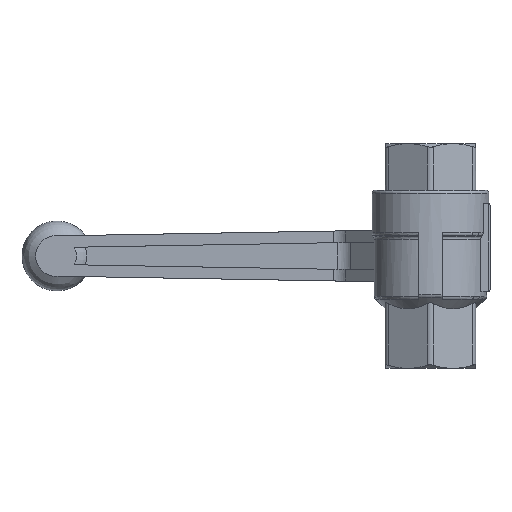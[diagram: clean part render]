
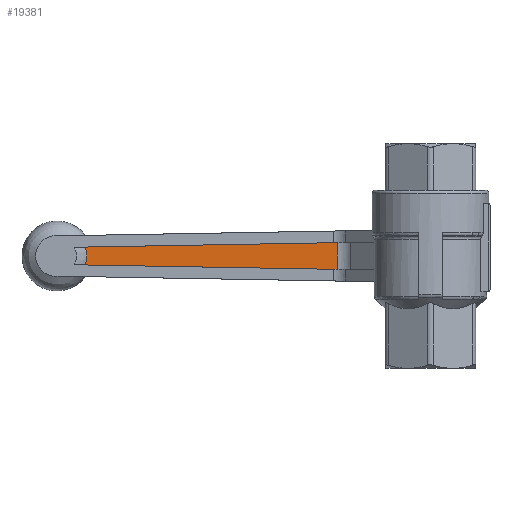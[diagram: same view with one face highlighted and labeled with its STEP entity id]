
A CAD part, front view. The second image highlights one B-rep face of the part: STEP entity #19381.
In plain terms, the highlighted planar face has unit normal (0, -1, 0).
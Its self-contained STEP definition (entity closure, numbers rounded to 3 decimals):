
#17794 = ( BOUNDED_SURFACE() B_SPLINE_SURFACE(3,3,(
    (#17795,#17796,#17797,#17798)
    ,(#17799,#17800,#17801,#17802)
    ,(#17803,#17804,#17805,#17806)
    ,(#17807,#17808,#17809,#17810
)),.UNSPECIFIED.,.F.,.F.,.F.) B_SPLINE_SURFACE_WITH_KNOTS((4,4),(4,4),(
    4.24,5.185),(0.694,1.262),
.PIECEWISE_BEZIER_KNOTS.) GEOMETRIC_REPRESENTATION_ITEM() 
RATIONAL_B_SPLINE_SURFACE((
    (1.,0.927,0.927,1.)
    ,(0.973,0.902,0.902,0.973)
    ,(0.973,0.902,0.902,0.973)
,(1.,0.927,0.927,1.
))) REPRESENTATION_ITEM('') SURFACE() );
#17795 = CARTESIAN_POINT('',(-122.119,55.471,
    35.492));
#17796 = CARTESIAN_POINT('',(-121.134,55.471,
    37.418));
#17797 = CARTESIAN_POINT('',(-121.134,55.471,
    39.582));
#17798 = CARTESIAN_POINT('',(-122.119,55.471,
    41.508));
#17799 = CARTESIAN_POINT('',(-120.856,55.924,
    34.847));
#17800 = CARTESIAN_POINT('',(-119.66,55.924,
    37.186));
#17801 = CARTESIAN_POINT('',(-119.66,55.924,
    39.814));
#17802 = CARTESIAN_POINT('',(-120.856,55.924,
    42.153));
#17803 = CARTESIAN_POINT('',(-119.757,56.756,
    34.285));
#17804 = CARTESIAN_POINT('',(-118.377,56.756,
    36.984));
#17805 = CARTESIAN_POINT('',(-118.377,56.756,
    40.016));
#17806 = CARTESIAN_POINT('',(-119.757,56.756,
    42.715));
#17807 = CARTESIAN_POINT('',(-118.91,57.9,33.851));
#17808 = CARTESIAN_POINT('',(-117.388,57.9,36.828));
#17809 = CARTESIAN_POINT('',(-117.388,57.9,40.172));
#17810 = CARTESIAN_POINT('',(-118.91,57.9,43.149));
#17878 = PLANE('',#17879);
#17879 = AXIS2_PLACEMENT_3D('',#17880,#17881,#17882);
#17880 = CARTESIAN_POINT('',(-1.,64.4,43.616));
#17881 = DIRECTION('',(-0.017,0.,
    1.));
#17882 = DIRECTION('',(1.,0.,
    0.017));
#18238 = PLANE('',#18239);
#18239 = AXIS2_PLACEMENT_3D('',#18240,#18241,#18242);
#18240 = CARTESIAN_POINT('',(-128.,64.4,35.601));
#18241 = DIRECTION('',(-0.017,0.,
    -1.));
#18242 = DIRECTION('',(-1.,0.,
    0.017));
#18431 = VERTEX_POINT('',#18432);
#18432 = CARTESIAN_POINT('',(-118.263,57.9,41.569));
#18485 = EDGE_CURVE('',#18486,#18431,#18488,.T.);
#18486 = VERTEX_POINT('',#18487);
#18487 = CARTESIAN_POINT('',(-31.678,57.9,43.081));
#18488 = SURFACE_CURVE('',#18489,(#18493,#18500),.PCURVE_S1.);
#18489 = LINE('',#18490,#18491);
#18490 = CARTESIAN_POINT('',(-1.,57.9,43.616));
#18491 = VECTOR('',#18492,1.);
#18492 = DIRECTION('',(-1.,0.,
    -0.017));
#18493 = PCURVE('',#17878,#18494);
#18494 = DEFINITIONAL_REPRESENTATION('',(#18495),#18499);
#18495 = LINE('',#18496,#18497);
#18496 = CARTESIAN_POINT('',(-0.,-6.5));
#18497 = VECTOR('',#18498,1.);
#18498 = DIRECTION('',(-1.,0.));
#18499 = ( GEOMETRIC_REPRESENTATION_CONTEXT(2) 
PARAMETRIC_REPRESENTATION_CONTEXT() REPRESENTATION_CONTEXT('2D SPACE',''
  ) );
#18500 = PCURVE('',#18501,#18506);
#18501 = PLANE('',#18502);
#18502 = AXIS2_PLACEMENT_3D('',#18503,#18504,#18505);
#18503 = CARTESIAN_POINT('',(-31.678,57.9,33.));
#18504 = DIRECTION('',(0.,1.,0.));
#18505 = DIRECTION('',(0.,0.,-1.));
#18506 = DEFINITIONAL_REPRESENTATION('',(#18507),#18511);
#18507 = LINE('',#18508,#18509);
#18508 = CARTESIAN_POINT('',(-10.616,-30.678));
#18509 = VECTOR('',#18510,1.);
#18510 = DIRECTION('',(0.017,1.));
#18511 = ( GEOMETRIC_REPRESENTATION_CONTEXT(2) 
PARAMETRIC_REPRESENTATION_CONTEXT() REPRESENTATION_CONTEXT('2D SPACE',''
  ) );
#18530 = CYLINDRICAL_SURFACE('',#18531,6.);
#18531 = AXIS2_PLACEMENT_3D('',#18532,#18533,#18534);
#18532 = CARTESIAN_POINT('',(-31.678,51.9,33.));
#18533 = DIRECTION('',(0.,0.,-1.));
#18534 = DIRECTION('',(1.,0.,0.));
#18642 = VERTEX_POINT('',#18643);
#18643 = CARTESIAN_POINT('',(-31.678,57.9,33.919));
#18687 = EDGE_CURVE('',#18688,#18642,#18690,.T.);
#18688 = VERTEX_POINT('',#18689);
#18689 = CARTESIAN_POINT('',(-118.263,57.9,35.431));
#18690 = SURFACE_CURVE('',#18691,(#18695,#18702),.PCURVE_S1.);
#18691 = LINE('',#18692,#18693);
#18692 = CARTESIAN_POINT('',(-128.,57.9,35.601));
#18693 = VECTOR('',#18694,1.);
#18694 = DIRECTION('',(1.,0.,
    -0.017));
#18695 = PCURVE('',#18238,#18696);
#18696 = DEFINITIONAL_REPRESENTATION('',(#18697),#18701);
#18697 = LINE('',#18698,#18699);
#18698 = CARTESIAN_POINT('',(0.,-6.5));
#18699 = VECTOR('',#18700,1.);
#18700 = DIRECTION('',(-1.,0.));
#18701 = ( GEOMETRIC_REPRESENTATION_CONTEXT(2) 
PARAMETRIC_REPRESENTATION_CONTEXT() REPRESENTATION_CONTEXT('2D SPACE',''
  ) );
#18702 = PCURVE('',#18501,#18703);
#18703 = DEFINITIONAL_REPRESENTATION('',(#18704),#18708);
#18704 = LINE('',#18705,#18706);
#18705 = CARTESIAN_POINT('',(-2.601,96.322));
#18706 = VECTOR('',#18707,1.);
#18707 = DIRECTION('',(0.017,-1.));
#18708 = ( GEOMETRIC_REPRESENTATION_CONTEXT(2) 
PARAMETRIC_REPRESENTATION_CONTEXT() REPRESENTATION_CONTEXT('2D SPACE',''
  ) );
#19381 = ADVANCED_FACE('',(#19382),#18501,.F.);
#19382 = FACE_BOUND('',#19383,.T.);
#19383 = EDGE_LOOP('',(#19384,#19428,#19429,#19450));
#19384 = ORIENTED_EDGE('',*,*,#19385,.T.);
#19385 = EDGE_CURVE('',#18431,#18688,#19386,.T.);
#19386 = SURFACE_CURVE('',#19387,(#19392,#19399),.PCURVE_S1.);
#19387 = CIRCLE('',#19388,10.209);
#19388 = AXIS2_PLACEMENT_3D('',#19389,#19390,#19391);
#19389 = CARTESIAN_POINT('',(-128.,57.9,38.5));
#19390 = DIRECTION('',(0.,1.,0.));
#19391 = DIRECTION('',(0.,0.,-1.));
#19392 = PCURVE('',#18501,#19393);
#19393 = DEFINITIONAL_REPRESENTATION('',(#19394),#19398);
#19394 = CIRCLE('',#19395,10.209);
#19395 = AXIS2_PLACEMENT_2D('',#19396,#19397);
#19396 = CARTESIAN_POINT('',(-5.5,96.322));
#19397 = DIRECTION('',(1.,0.));
#19398 = ( GEOMETRIC_REPRESENTATION_CONTEXT(2) 
PARAMETRIC_REPRESENTATION_CONTEXT() REPRESENTATION_CONTEXT('2D SPACE',''
  ) );
#19399 = PCURVE('',#17794,#19400);
#19400 = DEFINITIONAL_REPRESENTATION('',(#19401),#19427);
#19401 = B_SPLINE_CURVE_WITH_KNOTS('',3,(#19402,#19403,#19404,#19405,
    #19406,#19407,#19408,#19409,#19410,#19411,#19412,#19413,#19414,
    #19415,#19416,#19417,#19418,#19419,#19420,#19421,#19422,#19423,
    #19424,#19425,#19426),.UNSPECIFIED.,.F.,.F.,(4,1,1,1,1,1,1,1,1,1,1,1
    ,1,1,1,1,1,1,1,1,1,1,4),(4.407,4.435,4.463
    ,4.49,4.518,4.546,4.574,
    4.601,4.629,4.657,4.685,
    4.712,4.74,4.768,4.796,
    4.823,4.851,4.879,4.907,
    4.934,4.962,4.99,5.018),
  .QUASI_UNIFORM_KNOTS.);
#19402 = CARTESIAN_POINT('',(5.185,1.159));
#19403 = CARTESIAN_POINT('',(5.185,1.154));
#19404 = CARTESIAN_POINT('',(5.185,1.143));
#19405 = CARTESIAN_POINT('',(5.185,1.126));
#19406 = CARTESIAN_POINT('',(5.185,1.109));
#19407 = CARTESIAN_POINT('',(5.185,1.093));
#19408 = CARTESIAN_POINT('',(5.185,1.076));
#19409 = CARTESIAN_POINT('',(5.185,1.06));
#19410 = CARTESIAN_POINT('',(5.185,1.043));
#19411 = CARTESIAN_POINT('',(5.185,1.027));
#19412 = CARTESIAN_POINT('',(5.185,1.011));
#19413 = CARTESIAN_POINT('',(5.185,0.994));
#19414 = CARTESIAN_POINT('',(5.185,0.978));
#19415 = CARTESIAN_POINT('',(5.185,0.961));
#19416 = CARTESIAN_POINT('',(5.185,0.945));
#19417 = CARTESIAN_POINT('',(5.185,0.929));
#19418 = CARTESIAN_POINT('',(5.185,0.912));
#19419 = CARTESIAN_POINT('',(5.185,0.896));
#19420 = CARTESIAN_POINT('',(5.185,0.879));
#19421 = CARTESIAN_POINT('',(5.185,0.863));
#19422 = CARTESIAN_POINT('',(5.185,0.846));
#19423 = CARTESIAN_POINT('',(5.185,0.83));
#19424 = CARTESIAN_POINT('',(5.185,0.813));
#19425 = CARTESIAN_POINT('',(5.185,0.802));
#19426 = CARTESIAN_POINT('',(5.185,0.796));
#19427 = ( GEOMETRIC_REPRESENTATION_CONTEXT(2) 
PARAMETRIC_REPRESENTATION_CONTEXT() REPRESENTATION_CONTEXT('2D SPACE',''
  ) );
#19428 = ORIENTED_EDGE('',*,*,#18687,.T.);
#19429 = ORIENTED_EDGE('',*,*,#19430,.T.);
#19430 = EDGE_CURVE('',#18642,#18486,#19431,.T.);
#19431 = SURFACE_CURVE('',#19432,(#19436,#19443),.PCURVE_S1.);
#19432 = LINE('',#19433,#19434);
#19433 = CARTESIAN_POINT('',(-31.678,57.9,33.));
#19434 = VECTOR('',#19435,1.);
#19435 = DIRECTION('',(0.,0.,1.));
#19436 = PCURVE('',#18501,#19437);
#19437 = DEFINITIONAL_REPRESENTATION('',(#19438),#19442);
#19438 = LINE('',#19439,#19440);
#19439 = CARTESIAN_POINT('',(0.,0.));
#19440 = VECTOR('',#19441,1.);
#19441 = DIRECTION('',(-1.,0.));
#19442 = ( GEOMETRIC_REPRESENTATION_CONTEXT(2) 
PARAMETRIC_REPRESENTATION_CONTEXT() REPRESENTATION_CONTEXT('2D SPACE',''
  ) );
#19443 = PCURVE('',#18530,#19444);
#19444 = DEFINITIONAL_REPRESENTATION('',(#19445),#19449);
#19445 = LINE('',#19446,#19447);
#19446 = CARTESIAN_POINT('',(4.712,0.));
#19447 = VECTOR('',#19448,1.);
#19448 = DIRECTION('',(0.,-1.));
#19449 = ( GEOMETRIC_REPRESENTATION_CONTEXT(2) 
PARAMETRIC_REPRESENTATION_CONTEXT() REPRESENTATION_CONTEXT('2D SPACE',''
  ) );
#19450 = ORIENTED_EDGE('',*,*,#18485,.T.);
